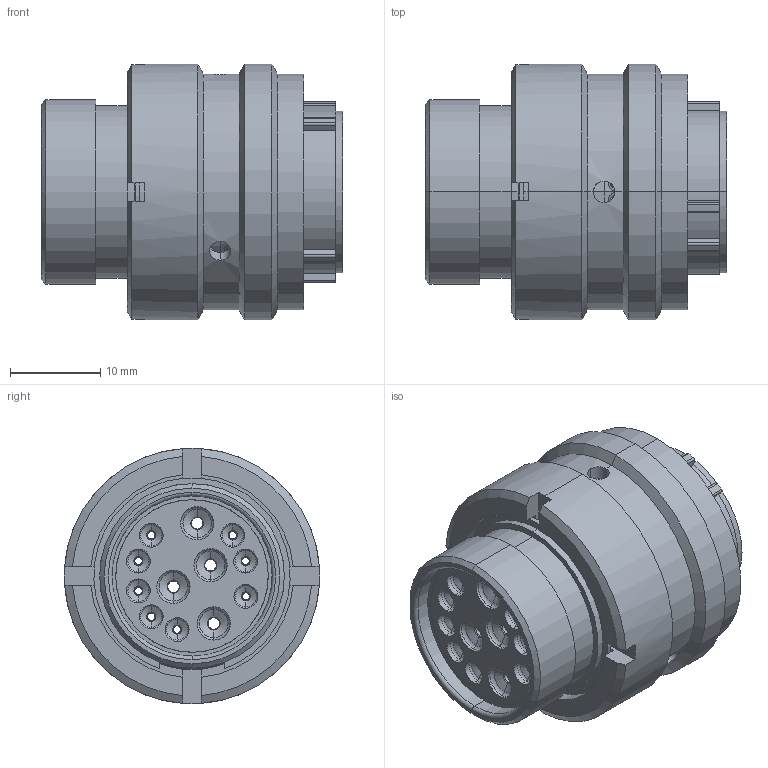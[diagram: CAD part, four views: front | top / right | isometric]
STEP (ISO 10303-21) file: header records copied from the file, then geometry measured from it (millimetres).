
FILE_DESCRIPTION (( 'STEP AP214' ), '1' );
FILE_NAME ('AS614-97SN.STEP', '2020-04-08T15:24:17', ( 'TE Connectivity' ), ( 'TE Connectivity' ), 'SwSTEP 2.0', 'SolidWorks 2016', '' );
FILE_SCHEMA (( 'AUTOMOTIVE_DESIGN' ));
Length unit declared in the file: millimetre
Products named in the file (1): AS614-97SN
Bounding box: 33.37 x 28.3 x 28.3 mm (x, y, z)
Volume: 11344.6 mm3; surface area: 16876.1 mm2
Topology: 8 solids, 8 shells, 1708 faces, 4215 edges, 2576 vertices
Faces by surface type: cylinder 538, plane 507, cone 372, torus 278, bspline 9, sphere 4
Entity records: 76274 total; most frequent: CARTESIAN_POINT 18139, ORIENTED_EDGE 8410, DIRECTION 8158, EDGE_CURVE 4205, AXIS2_PLACEMENT_3D 3460, VERTEX_POINT 2570, EDGE_LOOP 1847, CIRCLE 1762
